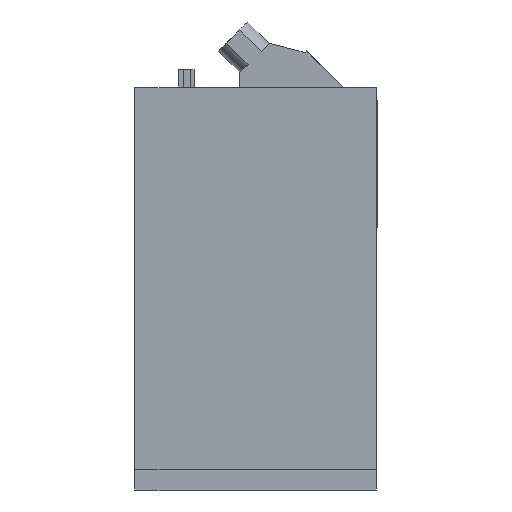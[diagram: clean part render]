
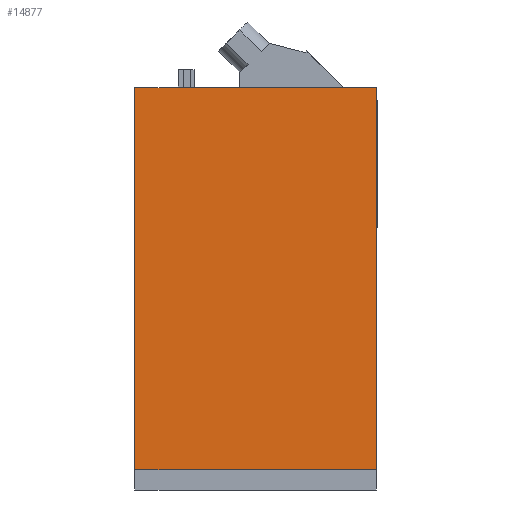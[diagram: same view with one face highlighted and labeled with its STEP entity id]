
A CAD part, left-side view. The second image highlights one B-rep face of the part: STEP entity #14877.
In plain terms, the highlighted face is planar.
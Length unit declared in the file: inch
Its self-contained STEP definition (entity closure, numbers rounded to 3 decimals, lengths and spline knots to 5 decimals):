
#802 = ORIENTED_EDGE ( 'NONE', *, *, #2870, .T. ) ;
#2584 = DIRECTION ( 'NONE',  ( 0., 0., -1. ) ) ;
#2645 = PLANE ( 'NONE',  #7745 ) ;
#2870 = EDGE_CURVE ( 'NONE', #10131, #10226, #8567, .T. ) ;
#3180 = CARTESIAN_POINT ( 'NONE',  ( 0.75, 1.4475, 0.125 ) ) ;
#3508 = LINE ( 'NONE', #13138, #11250 ) ;
#3708 = VECTOR ( 'NONE', #11845, 39.37008 ) ;
#4457 = EDGE_CURVE ( 'NONE', #5791, #7604, #6290, .T. ) ;
#4497 = DIRECTION ( 'NONE',  ( 0., 1., 0. ) ) ;
#5366 = CARTESIAN_POINT ( 'NONE',  ( 0.75, 1.4475, 0. ) ) ;
#5765 = CARTESIAN_POINT ( 'NONE',  ( -0.75, 1.4475, 0.125 ) ) ;
#5791 = VERTEX_POINT ( 'NONE', #5765 ) ;
#5930 = CARTESIAN_POINT ( 'NONE',  ( -0.75, 1.4475, 1.25 ) ) ;
#6290 = LINE ( 'NONE', #10017, #7164 ) ;
#7164 = VECTOR ( 'NONE', #8625, 39.37008 ) ;
#7167 = DIRECTION ( 'NONE',  ( 1., 0., 0. ) ) ;
#7413 = VECTOR ( 'NONE', #7167, 39.37008 ) ;
#7604 = VERTEX_POINT ( 'NONE', #3180 ) ;
#7745 = AXIS2_PLACEMENT_3D ( 'NONE', #5366, #4497, #11472 ) ;
#8062 = EDGE_CURVE ( 'NONE', #10226, #7604, #3508, .T. ) ;
#8567 = LINE ( 'NONE', #10975, #7413 ) ;
#8615 = ORIENTED_EDGE ( 'NONE', *, *, #12243, .F. ) ;
#8625 = DIRECTION ( 'NONE',  ( 1., 0., 0. ) ) ;
#9545 = CARTESIAN_POINT ( 'NONE',  ( 0.75, 1.4475, 2.5 ) ) ;
#9852 = EDGE_LOOP ( 'NONE', ( #10166, #8615, #802, #14721 ) ) ;
#10017 = CARTESIAN_POINT ( 'NONE',  ( 0.75, 1.4475, 0.125 ) ) ;
#10131 = VERTEX_POINT ( 'NONE', #15163 ) ;
#10166 = ORIENTED_EDGE ( 'NONE', *, *, #4457, .F. ) ;
#10226 = VERTEX_POINT ( 'NONE', #9545 ) ;
#10975 = CARTESIAN_POINT ( 'NONE',  ( 0.75, 1.4475, 2.5 ) ) ;
#11250 = VECTOR ( 'NONE', #2584, 39.37008 ) ;
#11472 = DIRECTION ( 'NONE',  ( 0., 0., -1. ) ) ;
#11845 = DIRECTION ( 'NONE',  ( 0., 0., -1. ) ) ;
#12243 = EDGE_CURVE ( 'NONE', #10131, #5791, #13316, .T. ) ;
#13138 = CARTESIAN_POINT ( 'NONE',  ( 0.75, 1.4475, 0. ) ) ;
#13316 = LINE ( 'NONE', #5930, #3708 ) ;
#13343 = FACE_OUTER_BOUND ( 'NONE', #9852, .T. ) ;
#14721 = ORIENTED_EDGE ( 'NONE', *, *, #8062, .T. ) ;
#14877 = ADVANCED_FACE ( 'NONE', ( #13343 ), #2645, .T. ) ;
#15163 = CARTESIAN_POINT ( 'NONE',  ( -0.75, 1.4475, 2.5 ) ) ;
